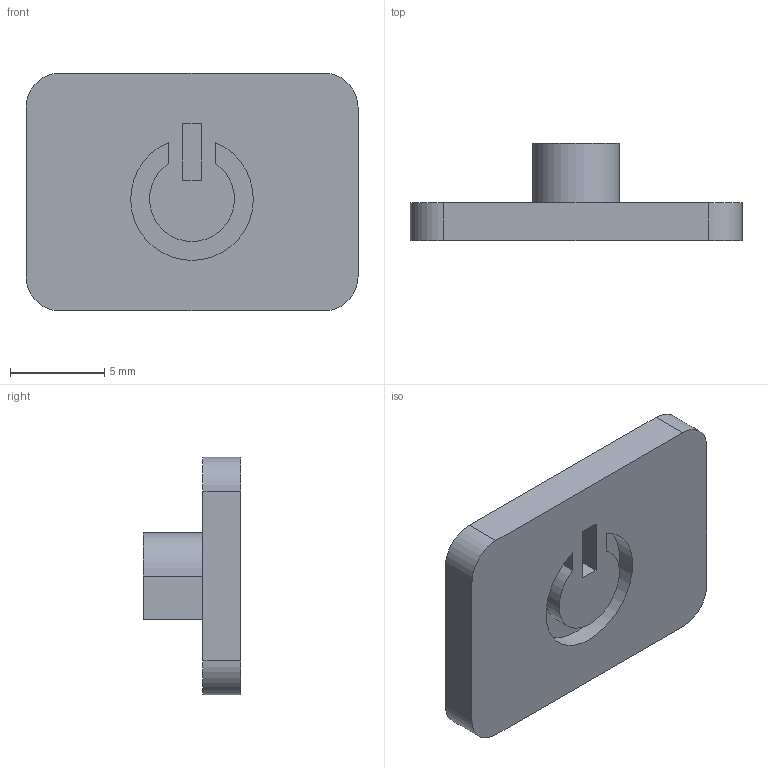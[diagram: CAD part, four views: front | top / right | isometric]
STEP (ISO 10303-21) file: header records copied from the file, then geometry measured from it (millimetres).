
FILE_DESCRIPTION(/* description */ ('STEP AP242','CAx-IF Rec.Pracs.---Representation and Presentation of Product Manufacturing Information (PMI)---4.0---2014-10-13','CAx-IF Rec.Pracs.---3D Tessellated Geometry---0.4---2014-09-14','2;1'),/* implementation_level */ '2;1');
FILE_NAME(/* name */ '66a1d382deadda49fac560ee',/* time_stamp */ '2024-07-25T04:24:34Z',/* author */ (''),/* organization */ (''),/* preprocessor_version */ 'ST-DEVELOPER v20',/* originating_system */ ' ',/* authorisation */ ' ');
FILE_SCHEMA (('AP242_MANAGED_MODEL_BASED_3D_ENGINEERING_MIM_LF { 1 0 10303 442 1 1 4 }'));
Length unit declared in the file: metre
Products named in the file (1): button face
Bounding box: 17.6 x 5.16 x 12.6 mm (x, y, z)
Volume: 480 mm3; surface area: 644.1 mm2
Topology: 1 solids, 1 shells, 25 faces, 60 edges, 40 vertices
Faces by surface type: plane 18, cylinder 7
Entity records: 750 total; most frequent: DIRECTION 126, CARTESIAN_POINT 126, ORIENTED_EDGE 120, EDGE_CURVE 60, LINE 46, VECTOR 46, VERTEX_POINT 40, AXIS2_PLACEMENT_3D 40
